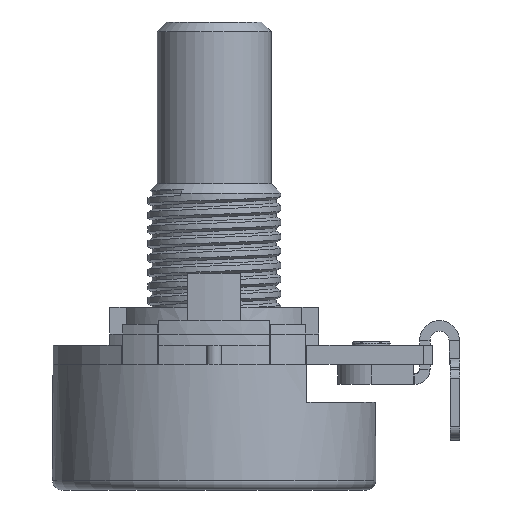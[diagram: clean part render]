
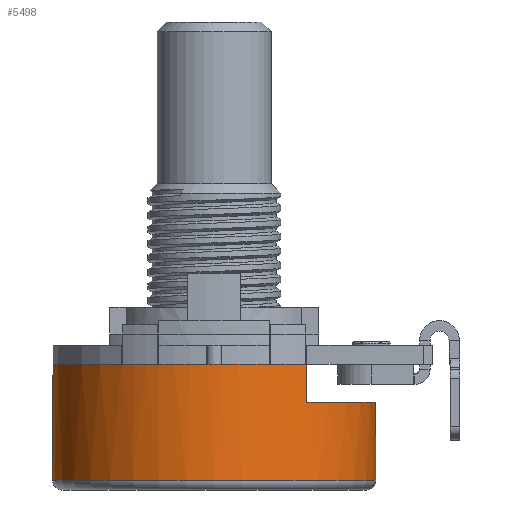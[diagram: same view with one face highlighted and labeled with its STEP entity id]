
A CAD part, left-side view. The second image highlights one B-rep face of the part: STEP entity #5498.
In plain terms, the highlighted cylindrical face has radius 8.5 mm (diameter 17 mm), a full revolution.
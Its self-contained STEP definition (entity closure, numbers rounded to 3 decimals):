
#32 = VERTEX_POINT('',#33);
#33 = CARTESIAN_POINT('',(-6.963,-4.875,-1.));
#566 = VERTEX_POINT('',#567);
#567 = CARTESIAN_POINT('',(6.963,-4.875,-1.));
#2075 = VERTEX_POINT('',#2076);
#2076 = CARTESIAN_POINT('',(-7.965,-2.969,-1.));
#2082 = EDGE_CURVE('',#2075,#2083,#2085,.T.);
#2083 = VERTEX_POINT('',#2084);
#2084 = CARTESIAN_POINT('',(-7.987,-2.907,-1.));
#2085 = CIRCLE('',#2086,8.5);
#2086 = AXIS2_PLACEMENT_3D('',#2087,#2088,#2089);
#2087 = CARTESIAN_POINT('',(0.,0.,-1.));
#2088 = DIRECTION('',(0.,0.,-1.));
#2089 = DIRECTION('',(1.,0.,0.));
#2099 = EDGE_CURVE('',#32,#2100,#2102,.T.);
#2100 = VERTEX_POINT('',#2101);
#2101 = CARTESIAN_POINT('',(-7.006,-4.814,-1.));
#2102 = CIRCLE('',#2103,8.5);
#2103 = AXIS2_PLACEMENT_3D('',#2104,#2105,#2106);
#2104 = CARTESIAN_POINT('',(0.,0.,-1.));
#2105 = DIRECTION('',(0.,0.,-1.));
#2106 = DIRECTION('',(1.,0.,0.));
#2776 = VERTEX_POINT('',#2777);
#2777 = CARTESIAN_POINT('',(6.963,-4.875,-3.));
#2783 = EDGE_CURVE('',#566,#2776,#2784,.T.);
#2784 = LINE('',#2785,#2786);
#2785 = CARTESIAN_POINT('',(6.963,-4.875,-1.));
#2786 = VECTOR('',#2787,1.);
#2787 = DIRECTION('',(-0.,-0.,-1.));
#3150 = EDGE_CURVE('',#32,#3151,#3153,.T.);
#3151 = VERTEX_POINT('',#3152);
#3152 = CARTESIAN_POINT('',(-6.963,-4.875,-3.));
#3153 = LINE('',#3154,#3155);
#3154 = CARTESIAN_POINT('',(-6.963,-4.875,-1.));
#3155 = VECTOR('',#3156,1.);
#3156 = DIRECTION('',(-0.,-0.,-1.));
#3605 = VERTEX_POINT('',#3606);
#3606 = CARTESIAN_POINT('',(7.987,-2.907,-1.));
#3612 = EDGE_CURVE('',#3605,#3613,#3615,.T.);
#3613 = VERTEX_POINT('',#3614);
#3614 = CARTESIAN_POINT('',(7.965,-2.969,-1.));
#3615 = CIRCLE('',#3616,8.5);
#3616 = AXIS2_PLACEMENT_3D('',#3617,#3618,#3619);
#3617 = CARTESIAN_POINT('',(0.,0.,-1.));
#3618 = DIRECTION('',(0.,0.,-1.));
#3619 = DIRECTION('',(1.,0.,0.));
#3639 = VERTEX_POINT('',#3640);
#3640 = CARTESIAN_POINT('',(7.006,-4.814,-1.));
#3646 = EDGE_CURVE('',#3639,#566,#3647,.T.);
#3647 = CIRCLE('',#3648,8.5);
#3648 = AXIS2_PLACEMENT_3D('',#3649,#3650,#3651);
#3649 = CARTESIAN_POINT('',(0.,0.,-1.));
#3650 = DIRECTION('',(0.,0.,-1.));
#3651 = DIRECTION('',(1.,0.,0.));
#5498 = ADVANCED_FACE('',(#5499),#5677,.T.);
#5499 = FACE_BOUND('',#5500,.T.);
#5500 = EDGE_LOOP('',(#5501,#5510,#5518,#5527,#5534,#5535,#5542,#5543,
    #5544,#5551,#5552,#5553,#5560,#5561,#5570,#5579,#5588,#5597,#5606,
    #5615,#5624,#5633,#5642,#5651,#5660,#5669,#5676));
#5501 = ORIENTED_EDGE('',*,*,#5502,.F.);
#5502 = EDGE_CURVE('',#5503,#5503,#5505,.T.);
#5503 = VERTEX_POINT('',#5504);
#5504 = CARTESIAN_POINT('',(8.5,0.,-7.1));
#5505 = CIRCLE('',#5506,8.5);
#5506 = AXIS2_PLACEMENT_3D('',#5507,#5508,#5509);
#5507 = CARTESIAN_POINT('',(0.,0.,-7.1));
#5508 = DIRECTION('',(0.,0.,-1.));
#5509 = DIRECTION('',(1.,0.,0.));
#5510 = ORIENTED_EDGE('',*,*,#5511,.F.);
#5511 = EDGE_CURVE('',#5512,#5503,#5514,.T.);
#5512 = VERTEX_POINT('',#5513);
#5513 = CARTESIAN_POINT('',(8.5,0.,-1.));
#5514 = LINE('',#5515,#5516);
#5515 = CARTESIAN_POINT('',(8.5,0.,-1.));
#5516 = VECTOR('',#5517,1.);
#5517 = DIRECTION('',(0.,0.,-1.));
#5518 = ORIENTED_EDGE('',*,*,#5519,.T.);
#5519 = EDGE_CURVE('',#5512,#5520,#5522,.T.);
#5520 = VERTEX_POINT('',#5521);
#5521 = CARTESIAN_POINT('',(8.491,-0.4,-1.));
#5522 = CIRCLE('',#5523,8.5);
#5523 = AXIS2_PLACEMENT_3D('',#5524,#5525,#5526);
#5524 = CARTESIAN_POINT('',(0.,0.,-1.));
#5525 = DIRECTION('',(0.,0.,-1.));
#5526 = DIRECTION('',(1.,0.,0.));
#5527 = ORIENTED_EDGE('',*,*,#5528,.T.);
#5528 = EDGE_CURVE('',#5520,#3605,#5529,.T.);
#5529 = CIRCLE('',#5530,8.5);
#5530 = AXIS2_PLACEMENT_3D('',#5531,#5532,#5533);
#5531 = CARTESIAN_POINT('',(0.,0.,-1.));
#5532 = DIRECTION('',(0.,0.,-1.));
#5533 = DIRECTION('',(1.,0.,0.));
#5534 = ORIENTED_EDGE('',*,*,#3612,.T.);
#5535 = ORIENTED_EDGE('',*,*,#5536,.F.);
#5536 = EDGE_CURVE('',#3639,#3613,#5537,.T.);
#5537 = CIRCLE('',#5538,8.5);
#5538 = AXIS2_PLACEMENT_3D('',#5539,#5540,#5541);
#5539 = CARTESIAN_POINT('',(0.,0.,-1.));
#5540 = DIRECTION('',(0.,0.,1.));
#5541 = DIRECTION('',(-1.,0.,0.));
#5542 = ORIENTED_EDGE('',*,*,#3646,.T.);
#5543 = ORIENTED_EDGE('',*,*,#2783,.T.);
#5544 = ORIENTED_EDGE('',*,*,#5545,.F.);
#5545 = EDGE_CURVE('',#3151,#2776,#5546,.T.);
#5546 = CIRCLE('',#5547,8.5);
#5547 = AXIS2_PLACEMENT_3D('',#5548,#5549,#5550);
#5548 = CARTESIAN_POINT('',(0.,0.,-3.));
#5549 = DIRECTION('',(0.,0.,1.));
#5550 = DIRECTION('',(1.,0.,0.));
#5551 = ORIENTED_EDGE('',*,*,#3150,.F.);
#5552 = ORIENTED_EDGE('',*,*,#2099,.T.);
#5553 = ORIENTED_EDGE('',*,*,#5554,.T.);
#5554 = EDGE_CURVE('',#2100,#2075,#5555,.T.);
#5555 = CIRCLE('',#5556,8.5);
#5556 = AXIS2_PLACEMENT_3D('',#5557,#5558,#5559);
#5557 = CARTESIAN_POINT('',(0.,0.,-1.));
#5558 = DIRECTION('',(0.,0.,-1.));
#5559 = DIRECTION('',(1.,0.,0.));
#5560 = ORIENTED_EDGE('',*,*,#2082,.T.);
#5561 = ORIENTED_EDGE('',*,*,#5562,.T.);
#5562 = EDGE_CURVE('',#2083,#5563,#5565,.T.);
#5563 = VERTEX_POINT('',#5564);
#5564 = CARTESIAN_POINT('',(-8.491,-0.4,-1.));
#5565 = CIRCLE('',#5566,8.5);
#5566 = AXIS2_PLACEMENT_3D('',#5567,#5568,#5569);
#5567 = CARTESIAN_POINT('',(0.,0.,-1.));
#5568 = DIRECTION('',(0.,0.,-1.));
#5569 = DIRECTION('',(1.,0.,0.));
#5570 = ORIENTED_EDGE('',*,*,#5571,.T.);
#5571 = EDGE_CURVE('',#5563,#5572,#5574,.T.);
#5572 = VERTEX_POINT('',#5573);
#5573 = CARTESIAN_POINT('',(-8.5,0.,-1.));
#5574 = CIRCLE('',#5575,8.5);
#5575 = AXIS2_PLACEMENT_3D('',#5576,#5577,#5578);
#5576 = CARTESIAN_POINT('',(0.,0.,-1.));
#5577 = DIRECTION('',(0.,0.,-1.));
#5578 = DIRECTION('',(1.,0.,0.));
#5579 = ORIENTED_EDGE('',*,*,#5580,.T.);
#5580 = EDGE_CURVE('',#5572,#5581,#5583,.T.);
#5581 = VERTEX_POINT('',#5582);
#5582 = CARTESIAN_POINT('',(-8.491,0.4,-1.));
#5583 = CIRCLE('',#5584,8.5);
#5584 = AXIS2_PLACEMENT_3D('',#5585,#5586,#5587);
#5585 = CARTESIAN_POINT('',(0.,0.,-1.));
#5586 = DIRECTION('',(0.,0.,-1.));
#5587 = DIRECTION('',(1.,0.,0.));
#5588 = ORIENTED_EDGE('',*,*,#5589,.T.);
#5589 = EDGE_CURVE('',#5581,#5590,#5592,.T.);
#5590 = VERTEX_POINT('',#5591);
#5591 = CARTESIAN_POINT('',(-7.987,2.907,-1.));
#5592 = CIRCLE('',#5593,8.5);
#5593 = AXIS2_PLACEMENT_3D('',#5594,#5595,#5596);
#5594 = CARTESIAN_POINT('',(0.,0.,-1.));
#5595 = DIRECTION('',(0.,0.,-1.));
#5596 = DIRECTION('',(1.,0.,0.));
#5597 = ORIENTED_EDGE('',*,*,#5598,.T.);
#5598 = EDGE_CURVE('',#5590,#5599,#5601,.T.);
#5599 = VERTEX_POINT('',#5600);
#5600 = CARTESIAN_POINT('',(-7.965,2.969,-1.));
#5601 = CIRCLE('',#5602,8.5);
#5602 = AXIS2_PLACEMENT_3D('',#5603,#5604,#5605);
#5603 = CARTESIAN_POINT('',(0.,0.,-1.));
#5604 = DIRECTION('',(0.,0.,-1.));
#5605 = DIRECTION('',(1.,0.,0.));
#5606 = ORIENTED_EDGE('',*,*,#5607,.F.);
#5607 = EDGE_CURVE('',#5608,#5599,#5610,.T.);
#5608 = VERTEX_POINT('',#5609);
#5609 = CARTESIAN_POINT('',(-7.006,4.814,-1.));
#5610 = CIRCLE('',#5611,8.5);
#5611 = AXIS2_PLACEMENT_3D('',#5612,#5613,#5614);
#5612 = CARTESIAN_POINT('',(0.,0.,-1.));
#5613 = DIRECTION('',(0.,0.,1.));
#5614 = DIRECTION('',(1.,0.,0.));
#5615 = ORIENTED_EDGE('',*,*,#5616,.T.);
#5616 = EDGE_CURVE('',#5608,#5617,#5619,.T.);
#5617 = VERTEX_POINT('',#5618);
#5618 = CARTESIAN_POINT('',(-6.963,4.875,-1.));
#5619 = CIRCLE('',#5620,8.5);
#5620 = AXIS2_PLACEMENT_3D('',#5621,#5622,#5623);
#5621 = CARTESIAN_POINT('',(0.,0.,-1.));
#5622 = DIRECTION('',(0.,0.,-1.));
#5623 = DIRECTION('',(1.,0.,0.));
#5624 = ORIENTED_EDGE('',*,*,#5625,.T.);
#5625 = EDGE_CURVE('',#5617,#5626,#5628,.T.);
#5626 = VERTEX_POINT('',#5627);
#5627 = CARTESIAN_POINT('',(6.963,4.875,-1.));
#5628 = CIRCLE('',#5629,8.5);
#5629 = AXIS2_PLACEMENT_3D('',#5630,#5631,#5632);
#5630 = CARTESIAN_POINT('',(0.,0.,-1.));
#5631 = DIRECTION('',(0.,0.,-1.));
#5632 = DIRECTION('',(1.,0.,0.));
#5633 = ORIENTED_EDGE('',*,*,#5634,.T.);
#5634 = EDGE_CURVE('',#5626,#5635,#5637,.T.);
#5635 = VERTEX_POINT('',#5636);
#5636 = CARTESIAN_POINT('',(7.006,4.814,-1.));
#5637 = CIRCLE('',#5638,8.5);
#5638 = AXIS2_PLACEMENT_3D('',#5639,#5640,#5641);
#5639 = CARTESIAN_POINT('',(0.,0.,-1.));
#5640 = DIRECTION('',(0.,0.,-1.));
#5641 = DIRECTION('',(1.,0.,0.));
#5642 = ORIENTED_EDGE('',*,*,#5643,.T.);
#5643 = EDGE_CURVE('',#5635,#5644,#5646,.T.);
#5644 = VERTEX_POINT('',#5645);
#5645 = CARTESIAN_POINT('',(7.965,2.969,-1.));
#5646 = CIRCLE('',#5647,8.5);
#5647 = AXIS2_PLACEMENT_3D('',#5648,#5649,#5650);
#5648 = CARTESIAN_POINT('',(0.,0.,-1.));
#5649 = DIRECTION('',(0.,0.,-1.));
#5650 = DIRECTION('',(-1.,-0.,-0.));
#5651 = ORIENTED_EDGE('',*,*,#5652,.T.);
#5652 = EDGE_CURVE('',#5644,#5653,#5655,.T.);
#5653 = VERTEX_POINT('',#5654);
#5654 = CARTESIAN_POINT('',(7.987,2.907,-1.));
#5655 = CIRCLE('',#5656,8.5);
#5656 = AXIS2_PLACEMENT_3D('',#5657,#5658,#5659);
#5657 = CARTESIAN_POINT('',(0.,0.,-1.));
#5658 = DIRECTION('',(0.,0.,-1.));
#5659 = DIRECTION('',(1.,0.,0.));
#5660 = ORIENTED_EDGE('',*,*,#5661,.T.);
#5661 = EDGE_CURVE('',#5653,#5662,#5664,.T.);
#5662 = VERTEX_POINT('',#5663);
#5663 = CARTESIAN_POINT('',(8.491,0.4,-1.));
#5664 = CIRCLE('',#5665,8.5);
#5665 = AXIS2_PLACEMENT_3D('',#5666,#5667,#5668);
#5666 = CARTESIAN_POINT('',(0.,0.,-1.));
#5667 = DIRECTION('',(0.,0.,-1.));
#5668 = DIRECTION('',(1.,0.,0.));
#5669 = ORIENTED_EDGE('',*,*,#5670,.T.);
#5670 = EDGE_CURVE('',#5662,#5512,#5671,.T.);
#5671 = CIRCLE('',#5672,8.5);
#5672 = AXIS2_PLACEMENT_3D('',#5673,#5674,#5675);
#5673 = CARTESIAN_POINT('',(0.,0.,-1.));
#5674 = DIRECTION('',(0.,0.,-1.));
#5675 = DIRECTION('',(1.,0.,0.));
#5676 = ORIENTED_EDGE('',*,*,#5511,.T.);
#5677 = CYLINDRICAL_SURFACE('',#5678,8.5);
#5678 = AXIS2_PLACEMENT_3D('',#5679,#5680,#5681);
#5679 = CARTESIAN_POINT('',(0.,0.,-1.));
#5680 = DIRECTION('',(0.,0.,1.));
#5681 = DIRECTION('',(1.,0.,0.));
